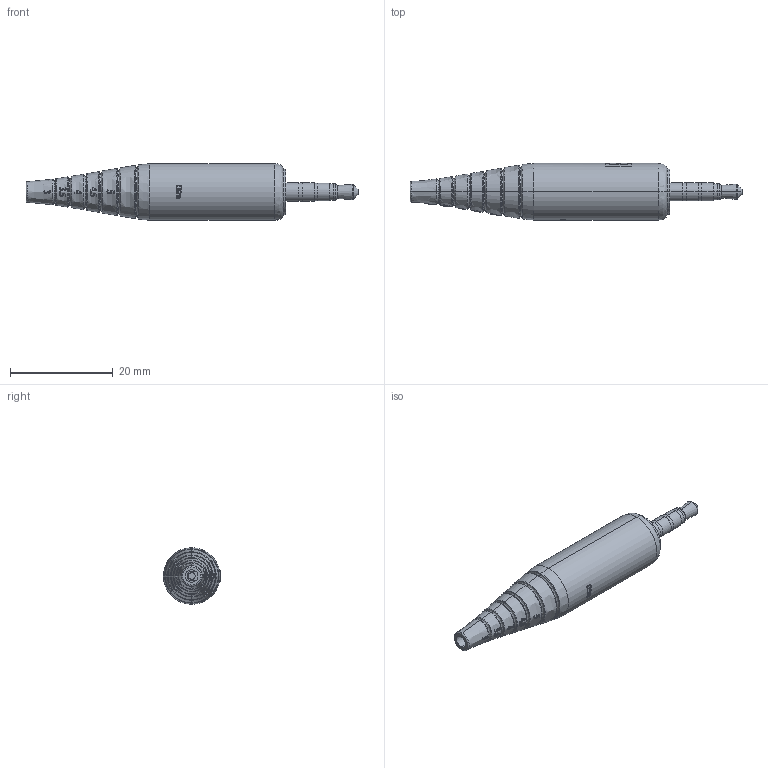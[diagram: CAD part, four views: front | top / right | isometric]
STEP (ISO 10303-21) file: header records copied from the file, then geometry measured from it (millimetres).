
FILE_DESCRIPTION (( 'STEP AP203' ), '1' );
FILE_NAME ('55-00146.STEP', '2020-07-14T20:06:25', ( '' ), ( '' ), 'SwSTEP 2.0', 'SolidWorks 2015', '' );
FILE_SCHEMA (( 'CONFIG_CONTROL_DESIGN' ));
Length unit declared in the file: millimetre
Products named in the file (4): 50-00666; 56-00003; 56-00002_03_DeepNotch + PlugDraft; 55-00146
Assembly tree (3 placements, depth 2):
  55-00146
    50-00666
    56-00002_03_DeepNotch + PlugDraft
    56-00003
Bounding box: 64.5 x 11.1 x 11 mm (x, y, z)
Volume: 2715.4 mm3; surface area: 4737.1 mm2
Topology: 27 solids, 27 shells, 543 faces, 1296 edges, 821 vertices
Faces by surface type: plane 196, bspline 168, cylinder 91, cone 54, torus 34
Entity records: 21765 total; most frequent: CARTESIAN_POINT 10038, ORIENTED_EDGE 2592, DIRECTION 1990, EDGE_CURVE 1296, VERTEX_POINT 821, AXIS2_PLACEMENT_3D 779, EDGE_LOOP 569, FACE_OUTER_BOUND 543
